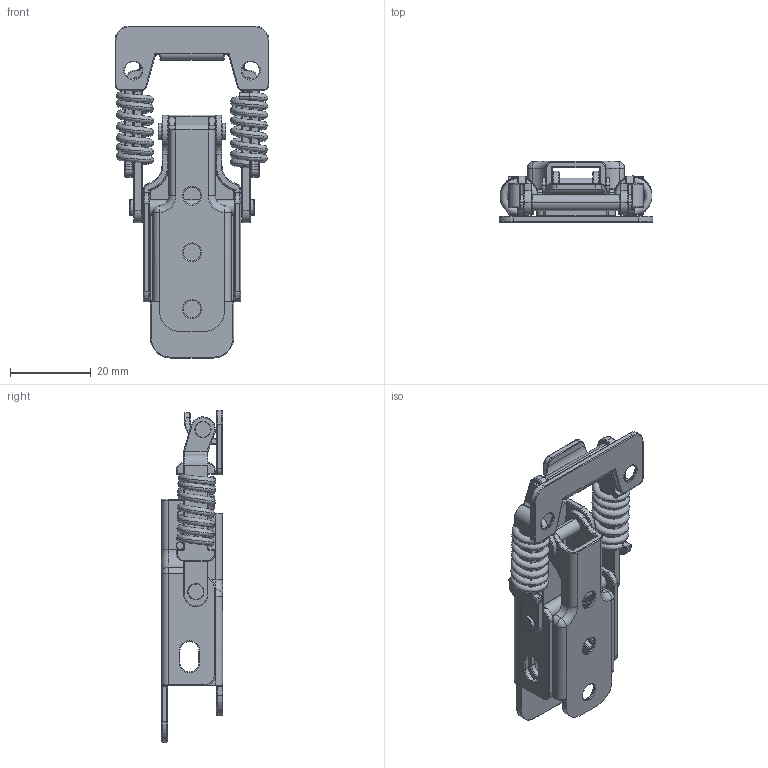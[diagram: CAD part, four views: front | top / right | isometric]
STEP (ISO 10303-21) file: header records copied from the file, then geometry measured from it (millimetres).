
FILE_DESCRIPTION (( 'STEP AP214' ), '1' );
FILE_NAME ('TSL-1007-2.STEP', '2019-02-22T03:20:24', ( '' ), ( '' ), 'SwSTEP 2.0', 'SolidWorks 2010', '' );
FILE_SCHEMA (( 'AUTOMOTIVE_DESIGN' ));
Length unit declared in the file: millimetre
Products named in the file (11): 插銷(中); 固定銷; 插銷(前); 上座; 彈簧; 鎖付底板; TSL-1007-2; 支臂(3); 支臂(1); 掀蓋; 支臂(2)
Assembly tree (12 placements, depth 2):
  TSL-1007-2
    支臂(3)
    上座
    彈簧  x2
    固定銷
    支臂(1)  x2
    插銷(中)
    掀蓋
    鎖付底板
    支臂(2)
    插銷(前)
Bounding box: 38 x 15.1 x 82.05 mm (x, y, z)
Volume: 9172.8 mm3; surface area: 14020.9 mm2
Topology: 12 solids, 12 shells, 924 faces, 2089 edges, 1159 vertices
Faces by surface type: cylinder 385, torus 323, plane 134, bspline 42, sphere 30, cone 10
Entity records: 29307 total; most frequent: CARTESIAN_POINT 9087, DIRECTION 4719, ORIENTED_EDGE 3874, AXIS2_PLACEMENT_3D 2035, EDGE_CURVE 1937, CIRCLE 1192, VERTEX_POINT 1093, EDGE_LOOP 908
